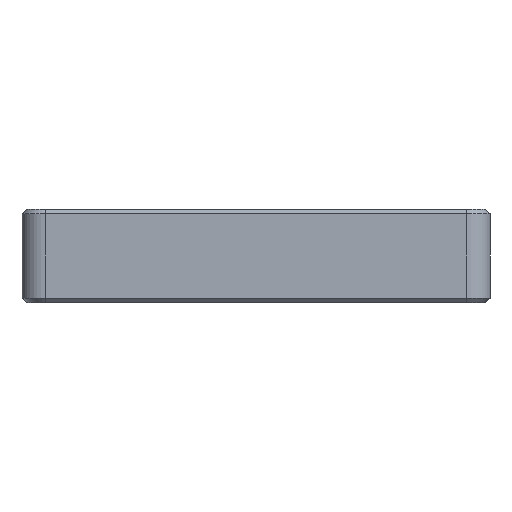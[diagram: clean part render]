
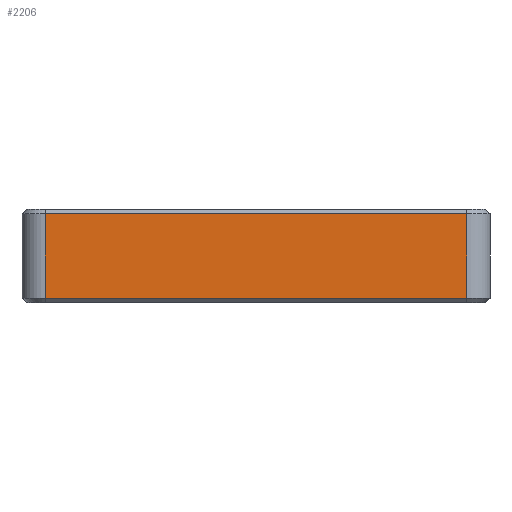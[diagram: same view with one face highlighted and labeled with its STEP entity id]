
A CAD part, left-side view. The second image highlights one B-rep face of the part: STEP entity #2206.
In plain terms, the highlighted planar face has unit normal (-1, 0, 0).
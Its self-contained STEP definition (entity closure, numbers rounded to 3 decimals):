
#186=PLANE('',#2350);
#352=LINE('',#4793,#541);
#353=LINE('',#4796,#542);
#354=LINE('',#4798,#543);
#355=LINE('',#4800,#544);
#541=VECTOR('',#2756,1000.);
#542=VECTOR('',#2757,1000.);
#543=VECTOR('',#2758,1000.);
#544=VECTOR('',#2759,1000.);
#912=ORIENTED_EDGE('',*,*,#1372,.T.);
#913=ORIENTED_EDGE('',*,*,#1373,.T.);
#914=ORIENTED_EDGE('',*,*,#1374,.T.);
#915=ORIENTED_EDGE('',*,*,#1375,.T.);
#1372=EDGE_CURVE('',#1602,#1603,#352,.T.);
#1373=EDGE_CURVE('',#1603,#1604,#353,.T.);
#1374=EDGE_CURVE('',#1604,#1605,#354,.F.);
#1375=EDGE_CURVE('',#1605,#1602,#355,.T.);
#1602=VERTEX_POINT('',#4794);
#1603=VERTEX_POINT('',#4795);
#1604=VERTEX_POINT('',#4797);
#1605=VERTEX_POINT('',#4799);
#1788=EDGE_LOOP('',(#912,#913,#914,#915));
#1993=FACE_BOUND('',#1788,.T.);
#2206=ADVANCED_FACE('',(#1993),#186,.F.);
#2350=AXIS2_PLACEMENT_3D('',#4792,#2754,#2755);
#2754=DIRECTION('',(1.,0.,0.));
#2755=DIRECTION('',(0.,0.,-1.));
#2756=DIRECTION('',(0.,0.,-1.));
#2757=DIRECTION('',(0.,-1.,0.));
#2758=DIRECTION('',(0.,0.,-1.));
#2759=DIRECTION('',(0.,1.,0.));
#4792=CARTESIAN_POINT('',(-34.112,20.,5.));
#4793=CARTESIAN_POINT('',(-34.112,18.,5.));
#4794=CARTESIAN_POINT('',(-34.112,18.,7.6));
#4795=CARTESIAN_POINT('',(-34.112,18.,0.4));
#4796=CARTESIAN_POINT('',(-34.112,20.,0.4));
#4797=CARTESIAN_POINT('',(-34.112,-18.,0.4));
#4798=CARTESIAN_POINT('',(-34.112,-18.,5.));
#4799=CARTESIAN_POINT('',(-34.112,-18.,7.6));
#4800=CARTESIAN_POINT('',(-34.112,18.,7.6));
